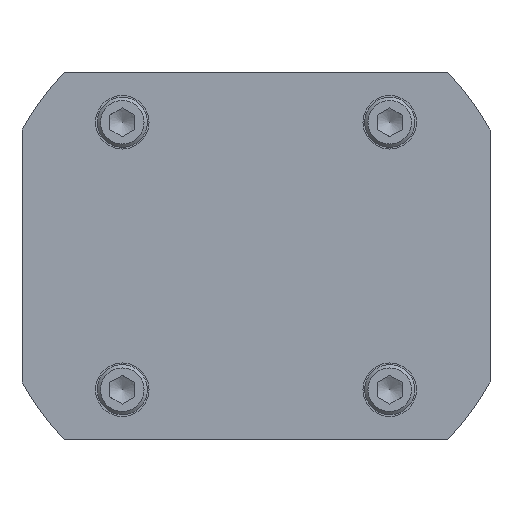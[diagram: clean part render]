
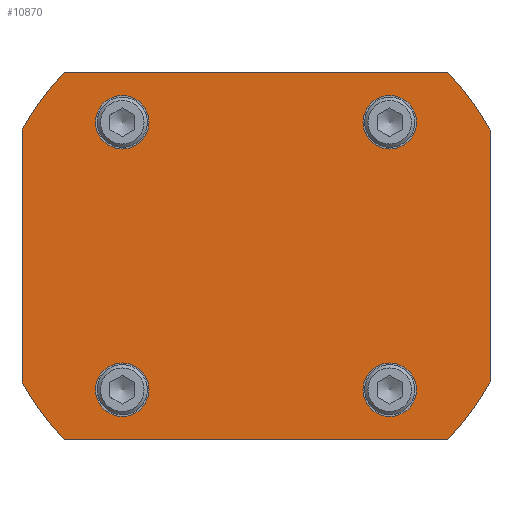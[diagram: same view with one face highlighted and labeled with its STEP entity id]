
A CAD part, front view. The second image highlights one B-rep face of the part: STEP entity #10870.
In plain terms, the highlighted planar face has unit normal (0, -1, 0).
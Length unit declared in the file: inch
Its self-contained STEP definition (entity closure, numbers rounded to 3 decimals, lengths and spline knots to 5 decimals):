
#10357=CARTESIAN_POINT('',(1.75,0.0,0.94216));
#10358=VERTEX_POINT('',#10357);
#10367=CARTESIAN_POINT('',(1.75,0.0,-0.94216));
#10368=VERTEX_POINT('',#10367);
#10369=CARTESIAN_POINT('',(1.75,0.0,-0.94216));
#10370=DIRECTION('',(0.0,0.0,1.0));
#10371=VECTOR('',#10370,1.88431);
#10372=LINE('',#10369,#10371);
#10373=EDGE_CURVE('',#10368,#10358,#10372,.T.);
#10440=CARTESIAN_POINT('',(-1.75,0.0,-0.94216));
#10441=VERTEX_POINT('',#10440);
#10450=CARTESIAN_POINT('',(-1.75,0.0,0.94216));
#10451=VERTEX_POINT('',#10450);
#10452=CARTESIAN_POINT('',(-1.75,0.0,0.94216));
#10453=DIRECTION('',(0.0,0.0,-1.0));
#10454=VECTOR('',#10453,1.88431);
#10455=LINE('',#10452,#10454);
#10456=EDGE_CURVE('',#10451,#10441,#10455,.T.);
#10513=CARTESIAN_POINT('',(-1.,0.0,0.8));
#10514=VERTEX_POINT('',#10513);
#10515=CARTESIAN_POINT('',(-1.,0.0,1.));
#10516=DIRECTION('',(0.0,1.0,0.0));
#10517=DIRECTION('',(0.0,0.0,-1.0));
#10518=AXIS2_PLACEMENT_3D('',#10515,#10516,#10517);
#10519=CIRCLE('',#10518,0.2);
#10520=EDGE_CURVE('',#10514,#10514,#10519,.T.);
#10554=CARTESIAN_POINT('',(-0.8,0.0,-1.));
#10555=VERTEX_POINT('',#10554);
#10556=CARTESIAN_POINT('',(-1.,0.0,-1.));
#10557=DIRECTION('',(0.0,1.0,0.0));
#10558=DIRECTION('',(1.0,0.0,0.0));
#10559=AXIS2_PLACEMENT_3D('',#10556,#10557,#10558);
#10560=CIRCLE('',#10559,0.2);
#10561=EDGE_CURVE('',#10555,#10555,#10560,.T.);
#10603=CARTESIAN_POINT('',(1.,0.0,-0.8));
#10604=VERTEX_POINT('',#10603);
#10605=CARTESIAN_POINT('',(1.,0.0,-1.));
#10606=DIRECTION('',(0.0,1.0,0.0));
#10607=DIRECTION('',(0.0,0.0,1.0));
#10608=AXIS2_PLACEMENT_3D('',#10605,#10606,#10607);
#10609=CIRCLE('',#10608,0.2);
#10610=EDGE_CURVE('',#10604,#10604,#10609,.T.);
#10652=CARTESIAN_POINT('',(0.8,0.0,1.));
#10653=VERTEX_POINT('',#10652);
#10654=CARTESIAN_POINT('',(1.,0.0,1.));
#10655=DIRECTION('',(0.0,1.0,0.0));
#10656=DIRECTION('',(-1.0,0.0,0.0));
#10657=AXIS2_PLACEMENT_3D('',#10654,#10655,#10656);
#10658=CIRCLE('',#10657,0.2);
#10659=EDGE_CURVE('',#10653,#10653,#10658,.T.);
#10672=CARTESIAN_POINT('',(1.43511,0.0,1.375));
#10673=VERTEX_POINT('',#10672);
#10682=CARTESIAN_POINT('',(0.0,0.0,0.0));
#10683=DIRECTION('',(0.0,-1.0,0.0));
#10684=DIRECTION('',(-0.722,0.0,-0.692));
#10685=AXIS2_PLACEMENT_3D('',#10682,#10683,#10684);
#10686=CIRCLE('',#10685,1.9875);
#10687=EDGE_CURVE('',#10358,#10673,#10686,.T.);
#10705=CARTESIAN_POINT('',(-1.43511,0.0,1.375));
#10706=VERTEX_POINT('',#10705);
#10715=CARTESIAN_POINT('',(1.43511,0.0,1.375));
#10716=DIRECTION('',(-1.0,0.0,0.0));
#10717=VECTOR('',#10716,2.87021);
#10718=LINE('',#10715,#10717);
#10719=EDGE_CURVE('',#10673,#10706,#10718,.T.);
#10737=CARTESIAN_POINT('',(0.0,0.0,0.0));
#10738=DIRECTION('',(0.0,-1.0,0.0));
#10739=DIRECTION('',(0.881,0.0,-0.474));
#10740=AXIS2_PLACEMENT_3D('',#10737,#10738,#10739);
#10741=CIRCLE('',#10740,1.9875);
#10742=EDGE_CURVE('',#10706,#10451,#10741,.T.);
#10760=CARTESIAN_POINT('',(-1.43511,0.0,-1.375));
#10761=VERTEX_POINT('',#10760);
#10770=CARTESIAN_POINT('',(0.0,0.0,0.0));
#10771=DIRECTION('',(0.0,-1.0,0.0));
#10772=DIRECTION('',(0.722,0.0,0.692));
#10773=AXIS2_PLACEMENT_3D('',#10770,#10771,#10772);
#10774=CIRCLE('',#10773,1.9875);
#10775=EDGE_CURVE('',#10441,#10761,#10774,.T.);
#10793=CARTESIAN_POINT('',(1.43511,0.0,-1.375));
#10794=VERTEX_POINT('',#10793);
#10803=CARTESIAN_POINT('',(-1.43511,0.0,-1.375));
#10804=DIRECTION('',(1.0,0.0,0.0));
#10805=VECTOR('',#10804,2.87021);
#10806=LINE('',#10803,#10805);
#10807=EDGE_CURVE('',#10761,#10794,#10806,.T.);
#10825=CARTESIAN_POINT('',(0.0,0.0,0.0));
#10826=DIRECTION('',(0.0,-1.,0.0));
#10827=DIRECTION('',(-0.881,0.0,0.474));
#10828=AXIS2_PLACEMENT_3D('',#10825,#10826,#10827);
#10829=CIRCLE('',#10828,1.9875);
#10830=EDGE_CURVE('',#10794,#10368,#10829,.T.);
#10843=CARTESIAN_POINT('',(0.,0.0,0.));
#10844=DIRECTION('',(0.0,1.0,0.0));
#10845=DIRECTION('',(0.0,0.0,-1.0));
#10846=AXIS2_PLACEMENT_3D('',#10843,#10844,#10845);
#10847=PLANE('',#10846);
#10848=ORIENTED_EDGE('',*,*,#10373,.T.);
#10849=ORIENTED_EDGE('',*,*,#10687,.T.);
#10850=ORIENTED_EDGE('',*,*,#10719,.T.);
#10851=ORIENTED_EDGE('',*,*,#10742,.T.);
#10852=ORIENTED_EDGE('',*,*,#10456,.T.);
#10853=ORIENTED_EDGE('',*,*,#10775,.T.);
#10854=ORIENTED_EDGE('',*,*,#10807,.T.);
#10855=ORIENTED_EDGE('',*,*,#10830,.T.);
#10856=EDGE_LOOP('',(#10848,#10849,#10850,#10851,#10852,#10853,#10854,#10855));
#10857=FACE_OUTER_BOUND('',#10856,.T.);
#10858=ORIENTED_EDGE('',*,*,#10520,.T.);
#10859=EDGE_LOOP('',(#10858));
#10860=FACE_BOUND('',#10859,.T.);
#10861=ORIENTED_EDGE('',*,*,#10561,.T.);
#10862=EDGE_LOOP('',(#10861));
#10863=FACE_BOUND('',#10862,.T.);
#10864=ORIENTED_EDGE('',*,*,#10610,.T.);
#10865=EDGE_LOOP('',(#10864));
#10866=FACE_BOUND('',#10865,.T.);
#10867=ORIENTED_EDGE('',*,*,#10659,.T.);
#10868=EDGE_LOOP('',(#10867));
#10869=FACE_BOUND('',#10868,.T.);
#10870=ADVANCED_FACE('',(#10857,#10860,#10863,#10866,#10869),#10847,.F.);
